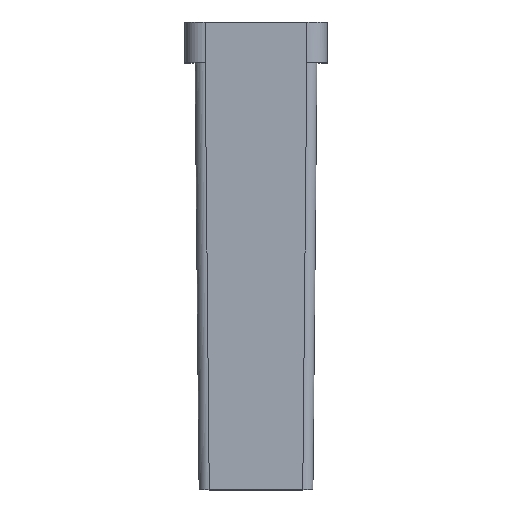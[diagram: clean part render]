
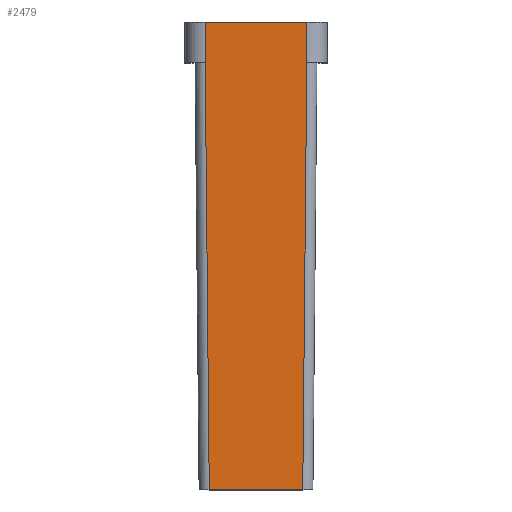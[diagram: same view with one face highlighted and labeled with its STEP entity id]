
A CAD part, top view. The second image highlights one B-rep face of the part: STEP entity #2479.
In plain terms, the highlighted planar face has unit normal (0, 0, 1).
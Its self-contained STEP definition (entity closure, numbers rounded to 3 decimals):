
#763=CARTESIAN_POINT('',(-2.3,-11.5,7.8));
#776=CARTESIAN_POINT('',(2.3,-11.5,7.8));
#1060=DIRECTION('',(0.,1.,0.));
#1061=VECTOR('',#1060,2.);
#1062=CARTESIAN_POINT('',(2.5,9.5,7.8));
#1063=LINE('',#1062,#1061);
#1067=DIRECTION('',(0.01,1.,0.));
#1068=VECTOR('',#1067,21.001);
#1069=CARTESIAN_POINT('',(2.3,-11.5,7.8));
#1070=LINE('',#1069,#1068);
#1074=DIRECTION('',(1.,0.,0.));
#1075=VECTOR('',#1074,4.6);
#1076=CARTESIAN_POINT('',(-2.3,-11.5,7.8));
#1077=LINE('',#1076,#1075);
#1081=DIRECTION('',(0.01,-1.,0.));
#1082=VECTOR('',#1081,21.001);
#1083=CARTESIAN_POINT('',(-2.5,9.5,7.8));
#1084=LINE('',#1083,#1082);
#1088=DIRECTION('',(0.,-1.,0.));
#1089=VECTOR('',#1088,2.);
#1090=CARTESIAN_POINT('',(-2.5,11.5,7.8));
#1091=LINE('',#1090,#1089);
#1095=DIRECTION('',(-1.,0.,0.));
#1096=VECTOR('',#1095,5.);
#1097=CARTESIAN_POINT('',(2.5,11.5,7.8));
#1098=LINE('',#1097,#1096);
#1635=VERTEX_POINT('',#776);
#1636=VERTEX_POINT('',#763);
#1646=CARTESIAN_POINT('',(2.5,11.5,7.8));
#1648=VERTEX_POINT('',#1646);
#1652=CARTESIAN_POINT('',(2.5,9.5,7.8));
#1653=VERTEX_POINT('',#1652);
#1654=CARTESIAN_POINT('',(-2.5,9.5,7.8));
#1656=VERTEX_POINT('',#1654);
#1660=CARTESIAN_POINT('',(-2.5,11.5,7.8));
#1661=VERTEX_POINT('',#1660);
#2463=CARTESIAN_POINT('',(0.,0.,7.8));
#2464=DIRECTION('',(0.,0.,1.));
#2465=DIRECTION('',(1.,0.,0.));
#2466=AXIS2_PLACEMENT_3D('',#2463,#2464,#2465);
#2467=PLANE('',#2466);
#2468=ORIENTED_EDGE('',*,*,#2433,.F.);
#2470=ORIENTED_EDGE('',*,*,#2469,.F.);
#2471=ORIENTED_EDGE('',*,*,#2139,.F.);
#2473=ORIENTED_EDGE('',*,*,#2472,.F.);
#2475=ORIENTED_EDGE('',*,*,#2474,.F.);
#2476=ORIENTED_EDGE('',*,*,#1720,.F.);
#2477=EDGE_LOOP('',(#2468,#2470,#2471,#2473,#2475,#2476));
#2478=FACE_OUTER_BOUND('',#2477,.F.);
#1720=EDGE_CURVE('',#1648,#1661,#1098,.T.);
#2139=EDGE_CURVE('',#1636,#1635,#1077,.T.);
#2433=EDGE_CURVE('',#1653,#1648,#1063,.T.);
#2469=EDGE_CURVE('',#1635,#1653,#1070,.T.);
#2472=EDGE_CURVE('',#1656,#1636,#1084,.T.);
#2474=EDGE_CURVE('',#1661,#1656,#1091,.T.);
#2479=ADVANCED_FACE('',(#2478),#2467,.T.);
